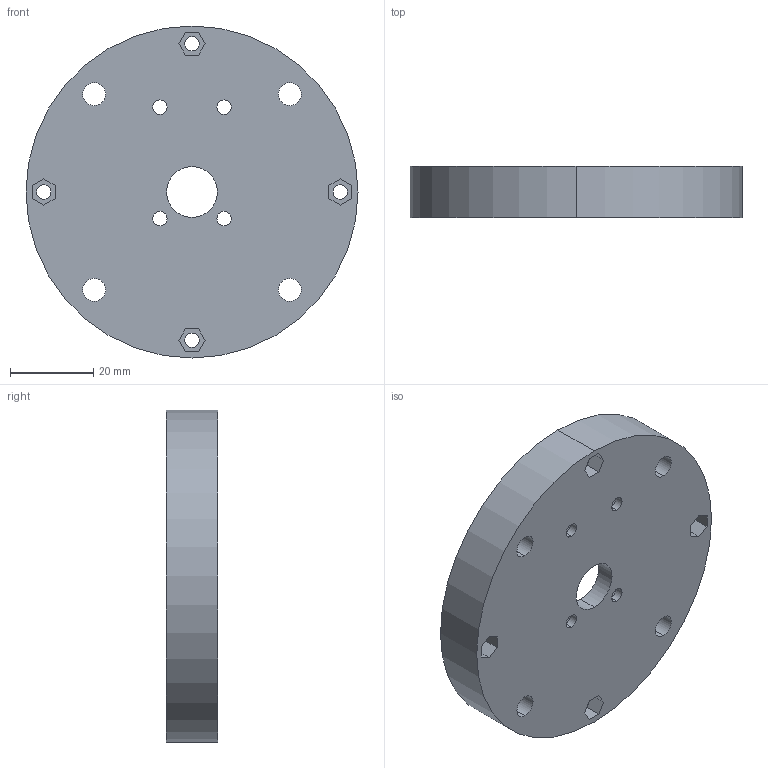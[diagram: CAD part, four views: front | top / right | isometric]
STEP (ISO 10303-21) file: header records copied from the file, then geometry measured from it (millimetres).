
FILE_DESCRIPTION (( 'STEP AP214' ), '1' );
FILE_NAME ('520 Motor Face Plate.STEP', '2025-01-29T13:19:28', ( '' ), ( '' ), 'SwSTEP 2.0', 'SolidWorks 2024', '' );
FILE_SCHEMA (( 'AUTOMOTIVE_DESIGN' ));
Length unit declared in the file: inch
Products named in the file (1): 520 Motor Face Plate
Bounding box: 80 x 12.35 x 80 mm (x, y, z)
Volume: 42723 mm3; surface area: 15848.6 mm2
Topology: 1 solids, 1 shells, 107 faces, 274 edges, 180 vertices
Faces by surface type: plane 65, cylinder 38, torus 4
Entity records: 3335 total; most frequent: DIRECTION 582, CARTESIAN_POINT 562, ORIENTED_EDGE 548, EDGE_CURVE 274, AXIS2_PLACEMENT_3D 200, VECTOR 182, LINE 182, VERTEX_POINT 180
